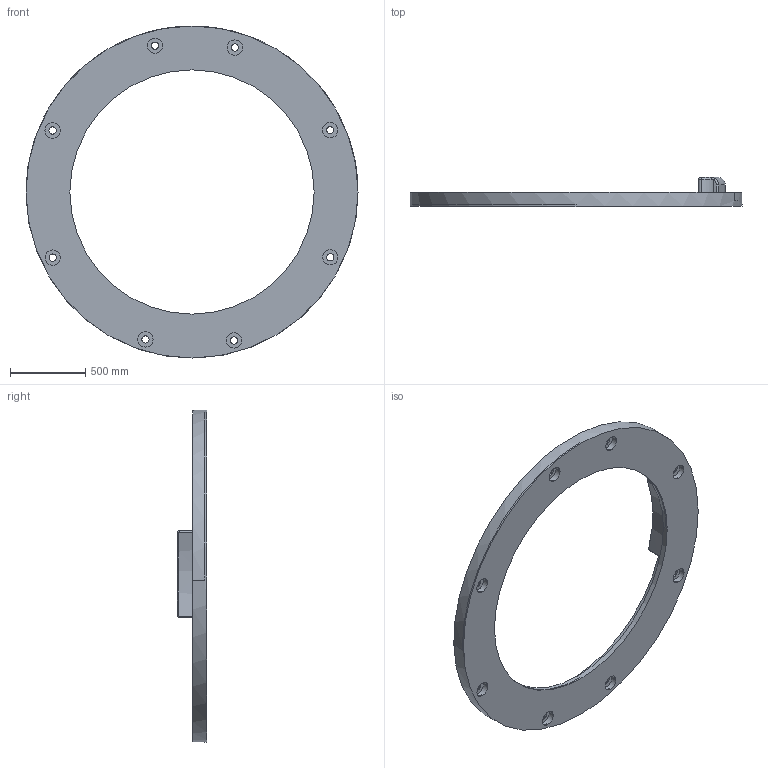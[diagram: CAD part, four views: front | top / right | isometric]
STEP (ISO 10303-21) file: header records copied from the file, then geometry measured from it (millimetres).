
FILE_DESCRIPTION((''),'2;1');
FILE_NAME('TAPPO_UFCC__DR5_MD_ARM','2025-10-05T11:37:08',('ricca'),(''),'CREO PARAMETRIC BY PTC INC, 2022073','CREO PARAMETRIC BY PTC INC, 2022073','');
FILE_SCHEMA(('CONFIG_CONTROL_DESIGN'));
Length unit declared in the file: inch
Products named in the file (1): TAPPO_UFCC__DR5_MD_ARM
Bounding box: 2209.8 x 193.04 x 2209.8 mm (x, y, z)
Volume: 148821029.1 mm3; surface area: 4901157.9 mm2
Topology: 1 solids, 1 shells, 75 faces, 259 edges, 195 vertices
Faces by surface type: cylinder 48, plane 16, bspline 6, torus 5
Entity records: 3589 total; most frequent: CARTESIAN_POINT 1109, DIRECTION 537, ORIENTED_EDGE 518, EDGE_CURVE 259, AXIS2_PLACEMENT_3D 221, VERTEX_POINT 195, CIRCLE 152, EDGE_LOOP 102
